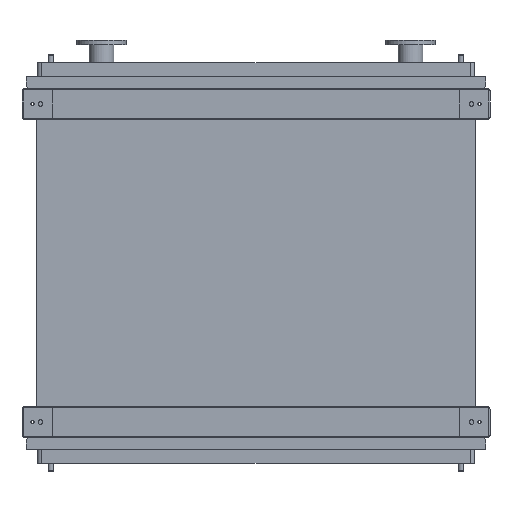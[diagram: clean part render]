
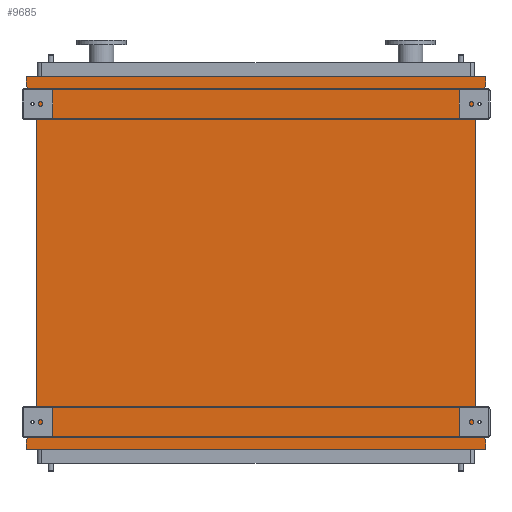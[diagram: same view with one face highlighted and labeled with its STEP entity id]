
A CAD part, front view. The second image highlights one B-rep face of the part: STEP entity #9685.
In plain terms, the highlighted planar face has unit normal (0, -1, 0).
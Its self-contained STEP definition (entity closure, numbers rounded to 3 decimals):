
#198 = ORIENTED_EDGE ( 'NONE', *, *, #15541, .F. ) ;
#292 = LINE ( 'NONE', #12534, #19446 ) ;
#296 = EDGE_CURVE ( 'NONE', #10648, #3108, #16858, .T. ) ;
#762 = VECTOR ( 'NONE', #13533, 1000. ) ;
#777 = CARTESIAN_POINT ( 'NONE',  ( -965., 0., 0. ) ) ;
#919 = CARTESIAN_POINT ( 'NONE',  ( -1011., 0., -1545. ) ) ;
#1072 = DIRECTION ( 'NONE',  ( 0., 0., -1. ) ) ;
#1440 = EDGE_CURVE ( 'NONE', #6005, #14283, #10471, .T. ) ;
#1856 = AXIS2_PLACEMENT_3D ( 'NONE', #20081, #9168, #21858 ) ;
#2040 = DIRECTION ( 'NONE',  ( 0., 0., 1. ) ) ;
#2048 = VERTEX_POINT ( 'NONE', #15866 ) ;
#2754 = CARTESIAN_POINT ( 'NONE',  ( 965., 0., -1450. ) ) ;
#2789 = ORIENTED_EDGE ( 'NONE', *, *, #296, .F. ) ;
#3108 = VERTEX_POINT ( 'NONE', #17262 ) ;
#3469 = EDGE_CURVE ( 'NONE', #19165, #16198, #18458, .T. ) ;
#3883 = CARTESIAN_POINT ( 'NONE',  ( 965., 0., -1450. ) ) ;
#3924 = CARTESIAN_POINT ( 'NONE',  ( -965., 0., 0. ) ) ;
#4195 = VECTOR ( 'NONE', #2040, 1000. ) ;
#4352 = CARTESIAN_POINT ( 'NONE',  ( 965., 0., -1450. ) ) ;
#4648 = DIRECTION ( 'NONE',  ( 0.655, 0., -0.755 ) ) ;
#4827 = LINE ( 'NONE', #3883, #4195 ) ;
#4879 = VERTEX_POINT ( 'NONE', #7863 ) ;
#5007 = LINE ( 'NONE', #8889, #10077 ) ;
#5146 = LINE ( 'NONE', #7767, #762 ) ;
#5840 = VERTEX_POINT ( 'NONE', #10942 ) ;
#6005 = VERTEX_POINT ( 'NONE', #8267 ) ;
#6011 = VECTOR ( 'NONE', #12511, 1000. ) ;
#6094 = EDGE_CURVE ( 'NONE', #2048, #11341, #17726, .T. ) ;
#6362 = VECTOR ( 'NONE', #13482, 1000. ) ;
#6674 = VECTOR ( 'NONE', #7313, 1000. ) ;
#6680 = ORIENTED_EDGE ( 'NONE', *, *, #23351, .F. ) ;
#7164 = LINE ( 'NONE', #13427, #21148 ) ;
#7313 = DIRECTION ( 'NONE',  ( -1., 0., 0. ) ) ;
#7333 = EDGE_CURVE ( 'NONE', #19386, #5840, #4827, .T. ) ;
#7759 = DIRECTION ( 'NONE',  ( 0., 0., 1. ) ) ;
#7767 = CARTESIAN_POINT ( 'NONE',  ( 1011., 0., 53. ) ) ;
#7863 = CARTESIAN_POINT ( 'NONE',  ( -965., 0., -1450. ) ) ;
#8063 = CARTESIAN_POINT ( 'NONE',  ( -1011., 0., -1503. ) ) ;
#8267 = CARTESIAN_POINT ( 'NONE',  ( -1011., 0., -1545. ) ) ;
#8458 = ORIENTED_EDGE ( 'NONE', *, *, #12371, .F. ) ;
#8815 = VECTOR ( 'NONE', #20714, 1000. ) ;
#8889 = CARTESIAN_POINT ( 'NONE',  ( -1011., 0., -1503. ) ) ;
#9050 = ORIENTED_EDGE ( 'NONE', *, *, #1440, .F. ) ;
#9168 = DIRECTION ( 'NONE',  ( 0., -1., 0. ) ) ;
#9549 = EDGE_LOOP ( 'NONE', ( #10527, #20708, #6680, #12331, #21820, #2789, #22371, #8458, #9050, #14101, #23487, #198 ) ) ;
#9570 = CARTESIAN_POINT ( 'NONE',  ( 1011., 0., -1503. ) ) ;
#9685 = ADVANCED_FACE ( 'NONE', ( #16307 ), #16554, .T. ) ;
#10077 = VECTOR ( 'NONE', #21593, 1000. ) ;
#10471 = LINE ( 'NONE', #919, #6011 ) ;
#10527 = ORIENTED_EDGE ( 'NONE', *, *, #7333, .T. ) ;
#10648 = VERTEX_POINT ( 'NONE', #777 ) ;
#10942 = CARTESIAN_POINT ( 'NONE',  ( 965., 0., 0. ) ) ;
#11341 = VERTEX_POINT ( 'NONE', #16071 ) ;
#11693 = CARTESIAN_POINT ( 'NONE',  ( 1011., 0., 95. ) ) ;
#11737 = EDGE_CURVE ( 'NONE', #4879, #10648, #7164, .T. ) ;
#12331 = ORIENTED_EDGE ( 'NONE', *, *, #6094, .F. ) ;
#12371 = EDGE_CURVE ( 'NONE', #14283, #4879, #5007, .T. ) ;
#12422 = CARTESIAN_POINT ( 'NONE',  ( -1011., 0., 95. ) ) ;
#12511 = DIRECTION ( 'NONE',  ( 0., 0., 1. ) ) ;
#12534 = CARTESIAN_POINT ( 'NONE',  ( -1011., 0., 53. ) ) ;
#12809 = EDGE_CURVE ( 'NONE', #3108, #2048, #292, .T. ) ;
#13427 = CARTESIAN_POINT ( 'NONE',  ( -965., 0., -1450. ) ) ;
#13482 = DIRECTION ( 'NONE',  ( -0.655, 0., 0.755 ) ) ;
#13533 = DIRECTION ( 'NONE',  ( -0.655, 0., -0.755 ) ) ;
#13741 = VECTOR ( 'NONE', #1072, 1000. ) ;
#14101 = ORIENTED_EDGE ( 'NONE', *, *, #14739, .F. ) ;
#14283 = VERTEX_POINT ( 'NONE', #8063 ) ;
#14325 = DIRECTION ( 'NONE',  ( 0., 0., 1. ) ) ;
#14739 = EDGE_CURVE ( 'NONE', #16198, #6005, #16589, .T. ) ;
#15541 = EDGE_CURVE ( 'NONE', #19386, #19165, #21554, .T. ) ;
#15866 = CARTESIAN_POINT ( 'NONE',  ( -1011., 0., 95. ) ) ;
#16071 = CARTESIAN_POINT ( 'NONE',  ( 1011., 0., 95. ) ) ;
#16198 = VERTEX_POINT ( 'NONE', #22098 ) ;
#16307 = FACE_OUTER_BOUND ( 'NONE', #9549, .T. ) ;
#16367 = EDGE_CURVE ( 'NONE', #19668, #5840, #5146, .T. ) ;
#16554 = PLANE ( 'NONE',  #1856 ) ;
#16589 = LINE ( 'NONE', #20117, #6674 ) ;
#16858 = LINE ( 'NONE', #3924, #6362 ) ;
#17262 = CARTESIAN_POINT ( 'NONE',  ( -1011., 0., 53. ) ) ;
#17726 = LINE ( 'NONE', #12422, #22385 ) ;
#18458 = LINE ( 'NONE', #23253, #13741 ) ;
#18587 = LINE ( 'NONE', #11693, #8815 ) ;
#19165 = VERTEX_POINT ( 'NONE', #9570 ) ;
#19386 = VERTEX_POINT ( 'NONE', #4352 ) ;
#19446 = VECTOR ( 'NONE', #14325, 1000. ) ;
#19668 = VERTEX_POINT ( 'NONE', #23589 ) ;
#20081 = CARTESIAN_POINT ( 'NONE',  ( -965., 0., -1450. ) ) ;
#20117 = CARTESIAN_POINT ( 'NONE',  ( 1011., 0., -1545. ) ) ;
#20708 = ORIENTED_EDGE ( 'NONE', *, *, #16367, .F. ) ;
#20714 = DIRECTION ( 'NONE',  ( 0., 0., -1. ) ) ;
#21003 = VECTOR ( 'NONE', #4648, 1000. ) ;
#21148 = VECTOR ( 'NONE', #7759, 1000. ) ;
#21554 = LINE ( 'NONE', #2754, #21003 ) ;
#21593 = DIRECTION ( 'NONE',  ( 0.655, 0., 0.755 ) ) ;
#21820 = ORIENTED_EDGE ( 'NONE', *, *, #12809, .F. ) ;
#21858 = DIRECTION ( 'NONE',  ( 0., 0., -1. ) ) ;
#22098 = CARTESIAN_POINT ( 'NONE',  ( 1011., 0., -1545. ) ) ;
#22371 = ORIENTED_EDGE ( 'NONE', *, *, #11737, .F. ) ;
#22385 = VECTOR ( 'NONE', #23095, 1000. ) ;
#23095 = DIRECTION ( 'NONE',  ( 1., 0., 0. ) ) ;
#23253 = CARTESIAN_POINT ( 'NONE',  ( 1011., 0., -1503. ) ) ;
#23351 = EDGE_CURVE ( 'NONE', #11341, #19668, #18587, .T. ) ;
#23487 = ORIENTED_EDGE ( 'NONE', *, *, #3469, .F. ) ;
#23589 = CARTESIAN_POINT ( 'NONE',  ( 1011., 0., 53. ) ) ;
